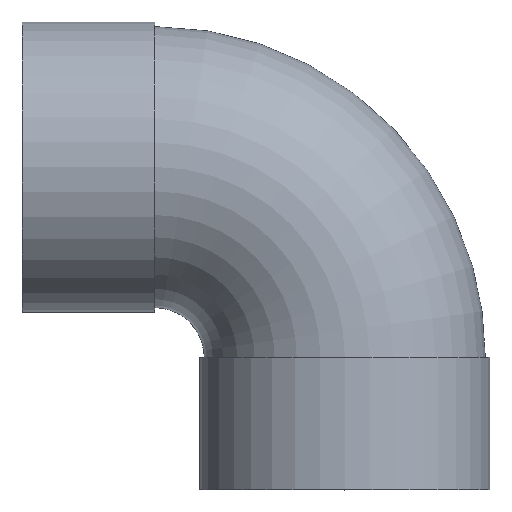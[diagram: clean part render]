
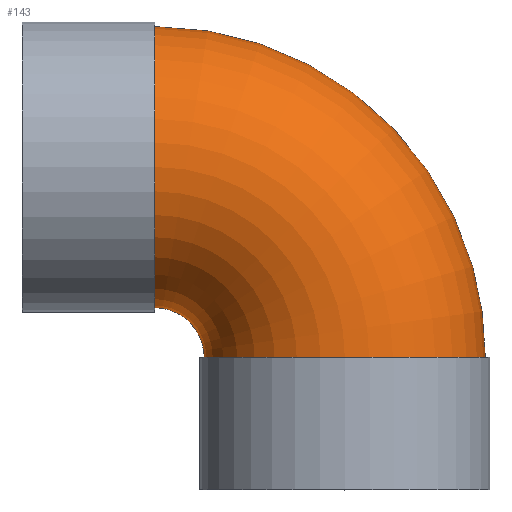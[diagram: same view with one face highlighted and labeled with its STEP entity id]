
A CAD part, top view. The second image highlights one B-rep face of the part: STEP entity #143.
In plain terms, the highlighted toroidal (fillet/blend) face has major radius 188 mm and minor radius 139 mm.
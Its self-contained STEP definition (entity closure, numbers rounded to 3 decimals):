
#23=FACE_BOUND('',#45,.T.);
#32=TOROIDAL_SURFACE('',#162,188.,139.);
#34=FACE_OUTER_BOUND('',#44,.T.);
#44=EDGE_LOOP('',(#118));
#45=EDGE_LOOP('',(#119));
#70=CIRCLE('',#163,139.);
#71=CIRCLE('',#164,139.);
#85=VERTEX_POINT('',#911);
#86=VERTEX_POINT('',#913);
#101=EDGE_CURVE('',#85,#85,#70,.T.);
#102=EDGE_CURVE('',#86,#86,#71,.T.);
#118=ORIENTED_EDGE('',*,*,#101,.T.);
#119=ORIENTED_EDGE('',*,*,#102,.F.);
#143=ADVANCED_FACE('',(#34,#23),#32,.T.);
#162=AXIS2_PLACEMENT_3D('',#910,#197,#198);
#163=AXIS2_PLACEMENT_3D('',#912,#199,#200);
#164=AXIS2_PLACEMENT_3D('',#914,#201,#202);
#197=DIRECTION('center_axis',(0.,0.,-1.));
#198=DIRECTION('ref_axis',(-1.,0.,0.));
#199=DIRECTION('center_axis',(1.,0.,0.));
#200=DIRECTION('ref_axis',(0.,1.,0.));
#201=DIRECTION('center_axis',(0.,-1.,0.));
#202=DIRECTION('ref_axis',(0.,0.,-1.));
#910=CARTESIAN_POINT('Origin',(131.,-188.,0.));
#911=CARTESIAN_POINT('',(131.,-139.,0.));
#912=CARTESIAN_POINT('Origin',(131.,0.,0.));
#913=CARTESIAN_POINT('',(180.,-188.,0.));
#914=CARTESIAN_POINT('Origin',(319.,-188.,0.));
